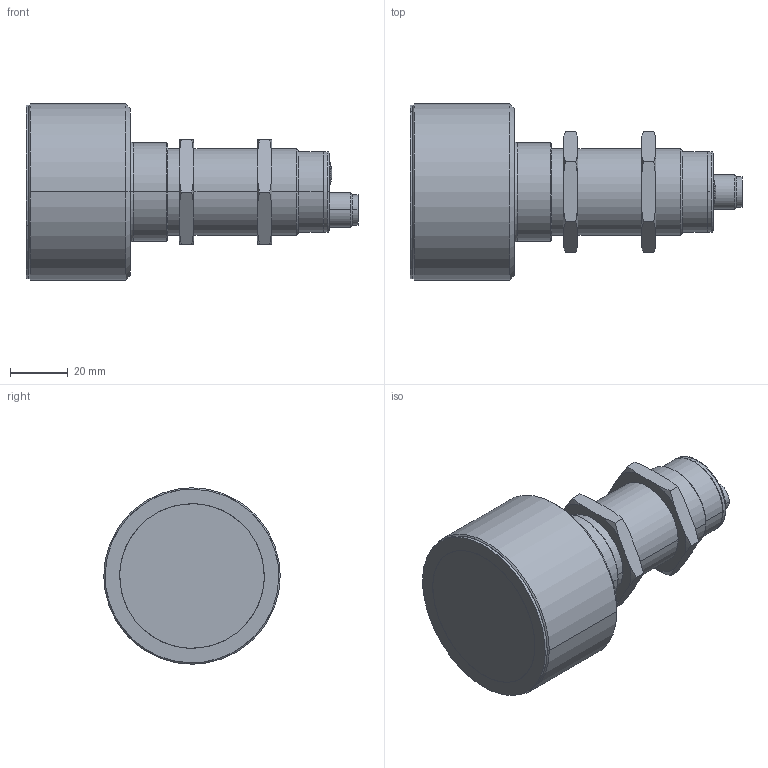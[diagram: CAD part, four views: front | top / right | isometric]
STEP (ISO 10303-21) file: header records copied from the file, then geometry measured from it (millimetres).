
FILE_DESCRIPTION (( 'STEP AP214' ), '1' );
FILE_NAME ('UT5L-G7-1E.step', '2019-08-14T21:54:25', ( '' ), ( '' ), 'SwSTEP 2.0', 'SolidWorks 2018', '' );
FILE_SCHEMA (( 'AUTOMOTIVE_DESIGN' ));
Length unit declared in the file: millimetre
Products named in the file (1): UT5L-G7-1E
Bounding box: 114.8 x 61 x 61 mm (x, y, z)
Volume: 194457.1 mm3; surface area: 35985.6 mm2
Topology: 9 solids, 13 shells, 180 faces, 407 edges, 259 vertices
Faces by surface type: cone 59, cylinder 57, plane 52, torus 10, sphere 2
Entity records: 5622 total; most frequent: CARTESIAN_POINT 1055, DIRECTION 926, ORIENTED_EDGE 814, EDGE_CURVE 407, AXIS2_PLACEMENT_3D 390, VERTEX_POINT 259, CIRCLE 209, EDGE_LOOP 200
